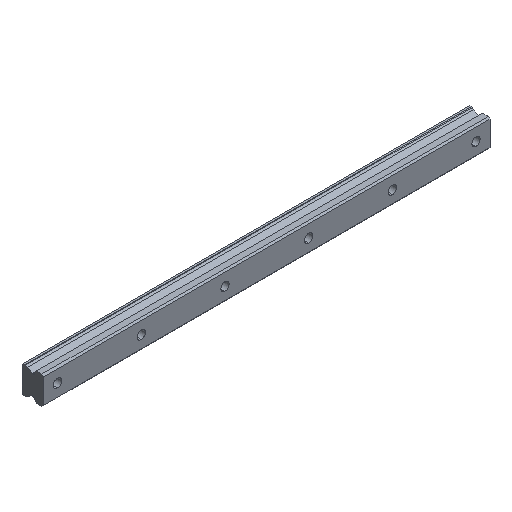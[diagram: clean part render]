
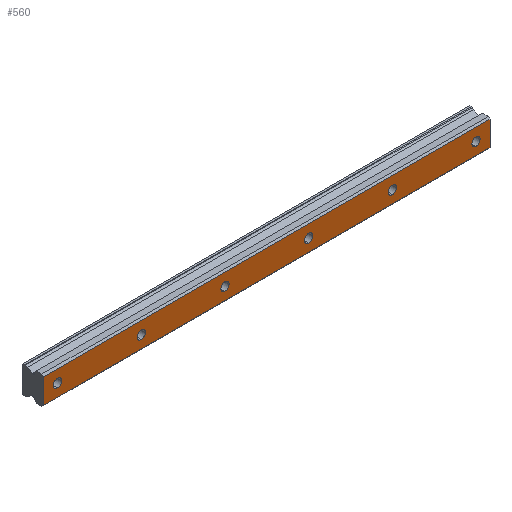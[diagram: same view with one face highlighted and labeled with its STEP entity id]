
A CAD part, isometric view. The second image highlights one B-rep face of the part: STEP entity #560.
In plain terms, the highlighted planar face has unit normal (0, -1, 0).
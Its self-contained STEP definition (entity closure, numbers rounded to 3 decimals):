
#6 = DIRECTION ( 'NONE',  ( 0., 0., -1. ) ) ;
#27 = ORIENTED_EDGE ( 'NONE', *, *, #671, .F. ) ;
#52 = DIRECTION ( 'NONE',  ( 1., 0., 0. ) ) ;
#53 = CARTESIAN_POINT ( 'NONE',  ( 300., 0., 0. ) ) ;
#64 = DIRECTION ( 'NONE',  ( 0., 0., 1. ) ) ;
#65 = VECTOR ( 'NONE', #676, 1000. ) ;
#71 = VERTEX_POINT ( 'NONE', #202 ) ;
#78 = EDGE_LOOP ( 'NONE', ( #605, #1065 ) ) ;
#84 = ORIENTED_EDGE ( 'NONE', *, *, #1170, .F. ) ;
#96 = CIRCLE ( 'NONE', #1145, 3. ) ;
#106 = VERTEX_POINT ( 'NONE', #924 ) ;
#119 = VECTOR ( 'NONE', #52, 1000. ) ;
#130 = VERTEX_POINT ( 'NONE', #1369 ) ;
#136 = ORIENTED_EDGE ( 'NONE', *, *, #1622, .F. ) ;
#144 = PLANE ( 'NONE',  #1837 ) ;
#145 = AXIS2_PLACEMENT_3D ( 'NONE', #351, #1643, #1778 ) ;
#161 = CARTESIAN_POINT ( 'NONE',  ( 180., 0., 0. ) ) ;
#169 = EDGE_CURVE ( 'NONE', #1278, #730, #1083, .T. ) ;
#172 = DIRECTION ( 'NONE',  ( 0., -1., 0. ) ) ;
#199 = CARTESIAN_POINT ( 'NONE',  ( 0., 0., 0. ) ) ;
#202 = CARTESIAN_POINT ( 'NONE',  ( 300., 0., 3. ) ) ;
#211 = DIRECTION ( 'NONE',  ( 0., 0., 1. ) ) ;
#212 = AXIS2_PLACEMENT_3D ( 'NONE', #1757, #847, #1422 ) ;
#229 = CARTESIAN_POINT ( 'NONE',  ( -10., 0., 8.82 ) ) ;
#246 = ORIENTED_EDGE ( 'NONE', *, *, #1243, .F. ) ;
#254 = EDGE_LOOP ( 'NONE', ( #1319, #1055 ) ) ;
#263 = FACE_BOUND ( 'NONE', #1666, .T. ) ;
#291 = CARTESIAN_POINT ( 'NONE',  ( 120., 0., -3. ) ) ;
#294 = CARTESIAN_POINT ( 'NONE',  ( 310., 0., 8.82 ) ) ;
#300 = CARTESIAN_POINT ( 'NONE',  ( 310., 0., -8.82 ) ) ;
#310 = CARTESIAN_POINT ( 'NONE',  ( 0., 0., 3. ) ) ;
#314 = CARTESIAN_POINT ( 'NONE',  ( 310., 0., 8.82 ) ) ;
#339 = CARTESIAN_POINT ( 'NONE',  ( 60., 0., 0. ) ) ;
#350 = VERTEX_POINT ( 'NONE', #1791 ) ;
#351 = CARTESIAN_POINT ( 'NONE',  ( 240., 0., 0. ) ) ;
#367 = AXIS2_PLACEMENT_3D ( 'NONE', #53, #172, #476 ) ;
#388 = EDGE_CURVE ( 'NONE', #710, #600, #1136, .T. ) ;
#395 = CIRCLE ( 'NONE', #1180, 3. ) ;
#398 = ORIENTED_EDGE ( 'NONE', *, *, #1403, .F. ) ;
#401 = EDGE_LOOP ( 'NONE', ( #136, #27 ) ) ;
#415 = AXIS2_PLACEMENT_3D ( 'NONE', #339, #900, #1094 ) ;
#454 = CIRCLE ( 'NONE', #1111, 3. ) ;
#468 = CARTESIAN_POINT ( 'NONE',  ( 120., 0., 0. ) ) ;
#476 = DIRECTION ( 'NONE',  ( 0., 0., 1. ) ) ;
#481 = DIRECTION ( 'NONE',  ( 0., -1., 0. ) ) ;
#499 = CARTESIAN_POINT ( 'NONE',  ( 60., 0., 0. ) ) ;
#509 = VERTEX_POINT ( 'NONE', #1732 ) ;
#515 = CIRCLE ( 'NONE', #212, 3. ) ;
#522 = CARTESIAN_POINT ( 'NONE',  ( 310., 0., 8.82 ) ) ;
#560 = ADVANCED_FACE ( 'NONE', ( #1854, #980, #856, #720, #1553, #263, #1413 ), #144, .F. ) ;
#582 = DIRECTION ( 'NONE',  ( 0., 0., 1. ) ) ;
#600 = VERTEX_POINT ( 'NONE', #1495 ) ;
#601 = CARTESIAN_POINT ( 'NONE',  ( 120., 0., 0. ) ) ;
#605 = ORIENTED_EDGE ( 'NONE', *, *, #1428, .F. ) ;
#615 = DIRECTION ( 'NONE',  ( 0., 0., 1. ) ) ;
#630 = AXIS2_PLACEMENT_3D ( 'NONE', #161, #884, #1449 ) ;
#642 = AXIS2_PLACEMENT_3D ( 'NONE', #1707, #1021, #1003 ) ;
#646 = CARTESIAN_POINT ( 'NONE',  ( -10., 0., 8.82 ) ) ;
#662 = CIRCLE ( 'NONE', #1714, 3. ) ;
#671 = EDGE_CURVE ( 'NONE', #106, #509, #750, .T. ) ;
#676 = DIRECTION ( 'NONE',  ( 0., 0., 1. ) ) ;
#692 = EDGE_LOOP ( 'NONE', ( #84, #246 ) ) ;
#702 = CARTESIAN_POINT ( 'NONE',  ( 310., 0., 8.82 ) ) ;
#710 = VERTEX_POINT ( 'NONE', #1177 ) ;
#720 = FACE_BOUND ( 'NONE', #78, .T. ) ;
#730 = VERTEX_POINT ( 'NONE', #314 ) ;
#750 = CIRCLE ( 'NONE', #415, 3. ) ;
#758 = EDGE_CURVE ( 'NONE', #1519, #1480, #662, .T. ) ;
#765 = DIRECTION ( 'NONE',  ( -1., 0., 0. ) ) ;
#809 = AXIS2_PLACEMENT_3D ( 'NONE', #199, #481, #615 ) ;
#821 = ORIENTED_EDGE ( 'NONE', *, *, #1596, .F. ) ;
#844 = CARTESIAN_POINT ( 'NONE',  ( 180., 0., -3. ) ) ;
#847 = DIRECTION ( 'NONE',  ( 0., -1., 0. ) ) ;
#854 = DIRECTION ( 'NONE',  ( 0., -1., 0. ) ) ;
#856 = FACE_BOUND ( 'NONE', #1511, .T. ) ;
#868 = DIRECTION ( 'NONE',  ( 0., 0., 1. ) ) ;
#884 = DIRECTION ( 'NONE',  ( 0., -1., 0. ) ) ;
#890 = VERTEX_POINT ( 'NONE', #310 ) ;
#893 = EDGE_CURVE ( 'NONE', #1346, #1412, #1433, .T. ) ;
#896 = VECTOR ( 'NONE', #765, 1000. ) ;
#900 = DIRECTION ( 'NONE',  ( 0., -1., 0. ) ) ;
#914 = VERTEX_POINT ( 'NONE', #300 ) ;
#924 = CARTESIAN_POINT ( 'NONE',  ( 60., 0., -3. ) ) ;
#937 = AXIS2_PLACEMENT_3D ( 'NONE', #1350, #1603, #211 ) ;
#974 = ORIENTED_EDGE ( 'NONE', *, *, #1035, .F. ) ;
#980 = FACE_BOUND ( 'NONE', #692, .T. ) ;
#987 = DIRECTION ( 'NONE',  ( 0., 0., 1. ) ) ;
#1003 = DIRECTION ( 'NONE',  ( 0., 0., 1. ) ) ;
#1021 = DIRECTION ( 'NONE',  ( 0., -1., 0. ) ) ;
#1035 = EDGE_CURVE ( 'NONE', #914, #350, #1669, .T. ) ;
#1050 = DIRECTION ( 'NONE',  ( 0., -1., 0. ) ) ;
#1051 = EDGE_LOOP ( 'NONE', ( #974, #1087, #1564, #398 ) ) ;
#1055 = ORIENTED_EDGE ( 'NONE', *, *, #1810, .F. ) ;
#1062 = EDGE_CURVE ( 'NONE', #730, #914, #1539, .T. ) ;
#1065 = ORIENTED_EDGE ( 'NONE', *, *, #388, .F. ) ;
#1083 = LINE ( 'NONE', #522, #119 ) ;
#1087 = ORIENTED_EDGE ( 'NONE', *, *, #1062, .F. ) ;
#1094 = DIRECTION ( 'NONE',  ( 0., 0., 1. ) ) ;
#1111 = AXIS2_PLACEMENT_3D ( 'NONE', #499, #1050, #64 ) ;
#1113 = CIRCLE ( 'NONE', #367, 3. ) ;
#1136 = CIRCLE ( 'NONE', #145, 3. ) ;
#1138 = DIRECTION ( 'NONE',  ( 0., -1., 0. ) ) ;
#1145 = AXIS2_PLACEMENT_3D ( 'NONE', #1833, #1525, #1371 ) ;
#1170 = EDGE_CURVE ( 'NONE', #890, #1309, #515, .T. ) ;
#1177 = CARTESIAN_POINT ( 'NONE',  ( 240., 0., -3. ) ) ;
#1180 = AXIS2_PLACEMENT_3D ( 'NONE', #601, #854, #582 ) ;
#1211 = CIRCLE ( 'NONE', #809, 3. ) ;
#1243 = EDGE_CURVE ( 'NONE', #1309, #890, #1211, .T. ) ;
#1278 = VERTEX_POINT ( 'NONE', #646 ) ;
#1295 = DIRECTION ( 'NONE',  ( 0., 1., 0. ) ) ;
#1309 = VERTEX_POINT ( 'NONE', #1693 ) ;
#1319 = ORIENTED_EDGE ( 'NONE', *, *, #893, .F. ) ;
#1346 = VERTEX_POINT ( 'NONE', #1387 ) ;
#1348 = VECTOR ( 'NONE', #6, 1000. ) ;
#1350 = CARTESIAN_POINT ( 'NONE',  ( 300., 0., 0. ) ) ;
#1369 = CARTESIAN_POINT ( 'NONE',  ( 300., 0., -3. ) ) ;
#1371 = DIRECTION ( 'NONE',  ( 0., 0., 1. ) ) ;
#1387 = CARTESIAN_POINT ( 'NONE',  ( 180., 0., 3. ) ) ;
#1403 = EDGE_CURVE ( 'NONE', #350, #1278, #1518, .T. ) ;
#1412 = VERTEX_POINT ( 'NONE', #844 ) ;
#1413 = FACE_BOUND ( 'NONE', #401, .T. ) ;
#1422 = DIRECTION ( 'NONE',  ( 0., 0., 1. ) ) ;
#1428 = EDGE_CURVE ( 'NONE', #600, #710, #1443, .T. ) ;
#1433 = CIRCLE ( 'NONE', #630, 3. ) ;
#1443 = CIRCLE ( 'NONE', #642, 3. ) ;
#1449 = DIRECTION ( 'NONE',  ( 0., 0., 1. ) ) ;
#1461 = ORIENTED_EDGE ( 'NONE', *, *, #1701, .F. ) ;
#1480 = VERTEX_POINT ( 'NONE', #291 ) ;
#1495 = CARTESIAN_POINT ( 'NONE',  ( 240., 0., 3. ) ) ;
#1511 = EDGE_LOOP ( 'NONE', ( #821, #1461 ) ) ;
#1514 = EDGE_CURVE ( 'NONE', #1480, #1519, #395, .T. ) ;
#1518 = LINE ( 'NONE', #229, #65 ) ;
#1519 = VERTEX_POINT ( 'NONE', #1563 ) ;
#1525 = DIRECTION ( 'NONE',  ( 0., -1., 0. ) ) ;
#1539 = LINE ( 'NONE', #702, #1348 ) ;
#1550 = ORIENTED_EDGE ( 'NONE', *, *, #758, .F. ) ;
#1553 = FACE_BOUND ( 'NONE', #254, .T. ) ;
#1563 = CARTESIAN_POINT ( 'NONE',  ( 120., 0., 3. ) ) ;
#1564 = ORIENTED_EDGE ( 'NONE', *, *, #169, .F. ) ;
#1596 = EDGE_CURVE ( 'NONE', #71, #130, #1113, .T. ) ;
#1603 = DIRECTION ( 'NONE',  ( 0., -1., 0. ) ) ;
#1622 = EDGE_CURVE ( 'NONE', #509, #106, #454, .T. ) ;
#1643 = DIRECTION ( 'NONE',  ( 0., -1., 0. ) ) ;
#1644 = CARTESIAN_POINT ( 'NONE',  ( 310., 0., -8.82 ) ) ;
#1647 = ORIENTED_EDGE ( 'NONE', *, *, #1514, .F. ) ;
#1661 = CIRCLE ( 'NONE', #937, 3. ) ;
#1666 = EDGE_LOOP ( 'NONE', ( #1550, #1647 ) ) ;
#1669 = LINE ( 'NONE', #1644, #896 ) ;
#1693 = CARTESIAN_POINT ( 'NONE',  ( 0., 0., -3. ) ) ;
#1701 = EDGE_CURVE ( 'NONE', #130, #71, #1661, .T. ) ;
#1707 = CARTESIAN_POINT ( 'NONE',  ( 240., 0., 0. ) ) ;
#1714 = AXIS2_PLACEMENT_3D ( 'NONE', #468, #1138, #987 ) ;
#1732 = CARTESIAN_POINT ( 'NONE',  ( 60., 0., 3. ) ) ;
#1757 = CARTESIAN_POINT ( 'NONE',  ( 0., 0., 0. ) ) ;
#1778 = DIRECTION ( 'NONE',  ( 0., 0., 1. ) ) ;
#1791 = CARTESIAN_POINT ( 'NONE',  ( -10., 0., -8.82 ) ) ;
#1810 = EDGE_CURVE ( 'NONE', #1412, #1346, #96, .T. ) ;
#1833 = CARTESIAN_POINT ( 'NONE',  ( 180., 0., 0. ) ) ;
#1837 = AXIS2_PLACEMENT_3D ( 'NONE', #294, #1295, #868 ) ;
#1854 = FACE_OUTER_BOUND ( 'NONE', #1051, .T. ) ;
